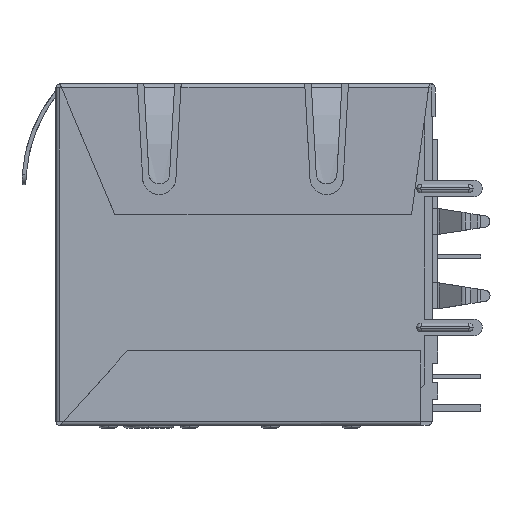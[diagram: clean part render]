
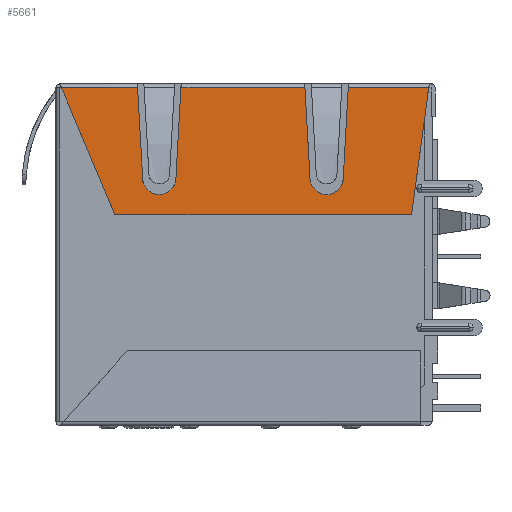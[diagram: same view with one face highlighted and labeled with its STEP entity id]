
A CAD part, left-side view. The second image highlights one B-rep face of the part: STEP entity #5661.
In plain terms, the highlighted planar face has unit normal (-1, 0, -0.01).
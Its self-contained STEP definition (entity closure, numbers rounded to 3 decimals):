
#254 = LINE ( 'NONE', #1420, #255 ) ;
#255 = VECTOR ( 'NONE', #1422, 1000. ) ;
#371 = VECTOR ( 'NONE', #1585, 1000. ) ;
#400 = LINE ( 'NONE', #1583, #371 ) ;
#759 = LINE ( 'NONE', #2129, #770 ) ;
#770 = VECTOR ( 'NONE', #2131, 1000. ) ;
#1420 = CARTESIAN_POINT ( 'NONE',  ( -8.625, 31.8, -0.303 ) ) ;
#1422 = DIRECTION ( 'NONE',  ( 0., -1., 0. ) ) ;
#1583 = CARTESIAN_POINT ( 'NONE',  ( -8.625, 31.8, -0.303 ) ) ;
#1585 = DIRECTION ( 'NONE',  ( 0., -1., 0. ) ) ;
#2129 = CARTESIAN_POINT ( 'NONE',  ( -8.625, 31.8, -0.303 ) ) ;
#2131 = DIRECTION ( 'NONE',  ( 0., -1., 0. ) ) ;
#4184 = CARTESIAN_POINT ( 'NONE',  ( -8.625, 6.842, -0.303 ) ) ;
#4188 = CARTESIAN_POINT ( 'NONE',  ( -8.625, 0.691, -0.303 ) ) ;
#4421 = CARTESIAN_POINT ( 'NONE',  ( -8.625, 19.642, -0.303 ) ) ;
#4424 = CARTESIAN_POINT ( 'NONE',  ( -8.625, 10.158, -0.303 ) ) ;
#4700 = CARTESIAN_POINT ( 'NONE',  ( -8.625, 22.958, -0.303 ) ) ;
#4750 = CARTESIAN_POINT ( 'NONE',  ( -8.553, 9.768, -7.271 ) ) ;
#4800 = CARTESIAN_POINT ( 'NONE',  ( -8.525, 24.7, -10. ) ) ;
#4868 = CARTESIAN_POINT ( 'NONE',  ( -8.553, 22.568, -7.271 ) ) ;
#5132 = CARTESIAN_POINT ( 'NONE',  ( -8.553, 20.032, -7.271 ) ) ;
#5158 = CARTESIAN_POINT ( 'NONE',  ( -8.553, 7.232, -7.271 ) ) ;
#5196 = CARTESIAN_POINT ( 'NONE',  ( -8.625, 28.773, -0.303 ) ) ;
#5197 = CARTESIAN_POINT ( 'NONE',  ( -8.525, 2., -10. ) ) ;
#5661 = ADVANCED_FACE ( 'NONE', ( #17689 ), #17943, .F. ) ;
#6197 = EDGE_CURVE ( 'NONE', #14945, #16187, #22480, .T. ) ;
#6199 = EDGE_CURVE ( 'NONE', #16187, #15922, #7048, .T. ) ;
#6201 = EDGE_CURVE ( 'NONE', #15754, #15922, #22488, .T. ) ;
#6203 = EDGE_CURVE ( 'NONE', #15804, #16213, #23556, .T. ) ;
#6205 = EDGE_CURVE ( 'NONE', #14948, #15804, #22494, .T. ) ;
#6206 = EDGE_CURVE ( 'NONE', #16213, #14708, #22495, .T. ) ;
#6211 = EDGE_CURVE ( 'NONE', #15854, #16251, #22506, .T. ) ;
#6215 = EDGE_CURVE ( 'NONE', #14712, #16252, #22514, .T. ) ;
#6219 = EDGE_CURVE ( 'NONE', #15854, #16252, #22520, .T. ) ;
#6993 = EDGE_CURVE ( 'NONE', #14945, #14948, #254, .T. ) ;
#7048 =( BOUNDED_CURVE ( )  B_SPLINE_CURVE ( 3, ( #21643, #21641, #21639, #21644 ),
 .UNSPECIFIED., .F., .F. ) 
 B_SPLINE_CURVE_WITH_KNOTS ( ( 4, 4 ),
 ( 1.627, 4.656 ),
 .UNSPECIFIED. ) 
 CURVE ( )  GEOMETRIC_REPRESENTATION_ITEM ( )  RATIONAL_B_SPLINE_CURVE ( ( 1., 0.371, 0.371, 1. ) ) 
 REPRESENTATION_ITEM ( '' )  );
#7901 = ORIENTED_EDGE ( 'NONE', *, *, #6197, .T. ) ;
#7902 = ORIENTED_EDGE ( 'NONE', *, *, #6199, .T. ) ;
#7903 = ORIENTED_EDGE ( 'NONE', *, *, #6201, .F. ) ;
#7904 = ORIENTED_EDGE ( 'NONE', *, *, #8463, .F. ) ;
#7905 = ORIENTED_EDGE ( 'NONE', *, *, #6211, .F. ) ;
#7906 = ORIENTED_EDGE ( 'NONE', *, *, #6219, .T. ) ;
#7907 = ORIENTED_EDGE ( 'NONE', *, *, #6215, .F. ) ;
#7908 = ORIENTED_EDGE ( 'NONE', *, *, #8239, .F. ) ;
#7909 = ORIENTED_EDGE ( 'NONE', *, *, #6206, .F. ) ;
#7910 = ORIENTED_EDGE ( 'NONE', *, *, #6203, .F. ) ;
#7911 = ORIENTED_EDGE ( 'NONE', *, *, #6205, .F. ) ;
#7912 = ORIENTED_EDGE ( 'NONE', *, *, #6993, .F. ) ;
#8239 = EDGE_CURVE ( 'NONE', #14708, #14712, #400, .T. ) ;
#8463 = EDGE_CURVE ( 'NONE', #16251, #15754, #759, .T. ) ;
#9232 = EDGE_LOOP ( 'NONE', ( #7901, #7902, #7903, #7904, #7905, #7906, #7907, #7908, #7909, #7910, #7911, #7912 ) ) ;
#14708 = VERTEX_POINT ( 'NONE', #4184 ) ;
#14712 = VERTEX_POINT ( 'NONE', #4188 ) ;
#14945 = VERTEX_POINT ( 'NONE', #4421 ) ;
#14948 = VERTEX_POINT ( 'NONE', #4424 ) ;
#15754 = VERTEX_POINT ( 'NONE', #4700 ) ;
#15804 = VERTEX_POINT ( 'NONE', #4750 ) ;
#15854 = VERTEX_POINT ( 'NONE', #4800 ) ;
#15922 = VERTEX_POINT ( 'NONE', #4868 ) ;
#16187 = VERTEX_POINT ( 'NONE', #5132 ) ;
#16213 = VERTEX_POINT ( 'NONE', #5158 ) ;
#16251 = VERTEX_POINT ( 'NONE', #5196 ) ;
#16252 = VERTEX_POINT ( 'NONE', #5197 ) ;
#16792 = AXIS2_PLACEMENT_3D ( 'NONE', #17941, #17945, #17946 ) ;
#17689 = FACE_OUTER_BOUND ( 'NONE', #9232, .T. ) ;
#17941 = CARTESIAN_POINT ( 'NONE',  ( -8.627, 31.8, -0.089 ) ) ;
#17943 = PLANE ( 'NONE',  #16792 ) ;
#17945 = DIRECTION ( 'NONE',  ( 1., 0., 0.01 ) ) ;
#17946 = DIRECTION ( 'NONE',  ( 0.01, 0., -1. ) ) ;
#21633 = CARTESIAN_POINT ( 'NONE',  ( -8.639, 19.564, 1.091 ) ) ;
#21638 = DIRECTION ( 'NONE',  ( 0.01, 0.056, -0.998 ) ) ;
#21639 = CARTESIAN_POINT ( 'NONE',  ( -8.53, 22.441, -9.548 ) ) ;
#21641 = CARTESIAN_POINT ( 'NONE',  ( -8.53, 20.159, -9.548 ) ) ;
#21642 = CARTESIAN_POINT ( 'NONE',  ( -8.615, 22.903, -1.286 ) ) ;
#21643 = CARTESIAN_POINT ( 'NONE',  ( -8.553, 20.032, -7.271 ) ) ;
#21644 = CARTESIAN_POINT ( 'NONE',  ( -8.553, 22.568, -7.271 ) ) ;
#21646 = CARTESIAN_POINT ( 'NONE',  ( -8.632, 6.804, 0.377 ) ) ;
#21648 = DIRECTION ( 'NONE',  ( 0.01, -0.056, -0.998 ) ) ;
#21649 = CARTESIAN_POINT ( 'NONE',  ( -8.53, 7.359, -9.548 ) ) ;
#21651 = CARTESIAN_POINT ( 'NONE',  ( -8.53, 9.641, -9.548 ) ) ;
#21652 = CARTESIAN_POINT ( 'NONE',  ( -8.622, 10.143, -0.572 ) ) ;
#21653 = CARTESIAN_POINT ( 'NONE',  ( -8.553, 9.768, -7.271 ) ) ;
#21654 = CARTESIAN_POINT ( 'NONE',  ( -8.553, 7.232, -7.271 ) ) ;
#21658 = DIRECTION ( 'NONE',  ( 0.01, -0.056, -0.998 ) ) ;
#21660 = DIRECTION ( 'NONE',  ( -0.01, -0.056, 0.998 ) ) ;
#21669 = CARTESIAN_POINT ( 'NONE',  ( -8.522, 24.565, -10.321 ) ) ;
#21671 = DIRECTION ( 'NONE',  ( -0.01, 0.387, 0.922 ) ) ;
#21677 = CARTESIAN_POINT ( 'NONE',  ( -8.629, 0.639, 0.082 ) ) ;
#21678 = CARTESIAN_POINT ( 'NONE',  ( -8.525, 31.8, -10. ) ) ;
#21679 = DIRECTION ( 'NONE',  ( 0.01, 0.134, -0.991 ) ) ;
#21686 = DIRECTION ( 'NONE',  ( 0., -1., 0. ) ) ;
#22480 = LINE ( 'NONE', #21633, #22485 ) ;
#22485 = VECTOR ( 'NONE', #21638, 1000. ) ;
#22488 = LINE ( 'NONE', #21642, #22491 ) ;
#22491 = VECTOR ( 'NONE', #21648, 1000. ) ;
#22494 = LINE ( 'NONE', #21652, #22497 ) ;
#22495 = LINE ( 'NONE', #21646, #22499 ) ;
#22497 = VECTOR ( 'NONE', #21658, 1000. ) ;
#22499 = VECTOR ( 'NONE', #21660, 1000. ) ;
#22506 = LINE ( 'NONE', #21669, #22509 ) ;
#22509 = VECTOR ( 'NONE', #21671, 1000. ) ;
#22514 = LINE ( 'NONE', #21677, #22517 ) ;
#22517 = VECTOR ( 'NONE', #21679, 1000. ) ;
#22520 = LINE ( 'NONE', #21678, #22525 ) ;
#22525 = VECTOR ( 'NONE', #21686, 1000. ) ;
#23556 =( BOUNDED_CURVE ( )  B_SPLINE_CURVE ( 3, ( #21653, #21651, #21649, #21654 ),
 .UNSPECIFIED., .F., .F. ) 
 B_SPLINE_CURVE_WITH_KNOTS ( ( 4, 4 ),
 ( 1.627, 4.656 ),
 .UNSPECIFIED. ) 
 CURVE ( )  GEOMETRIC_REPRESENTATION_ITEM ( )  RATIONAL_B_SPLINE_CURVE ( ( 1., 0.371, 0.371, 1. ) ) 
 REPRESENTATION_ITEM ( '' )  );
